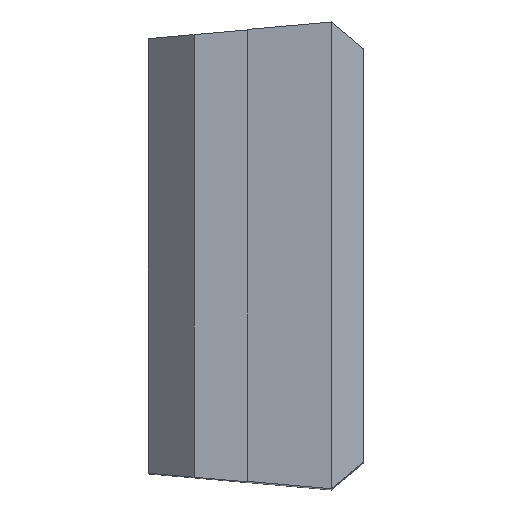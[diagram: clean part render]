
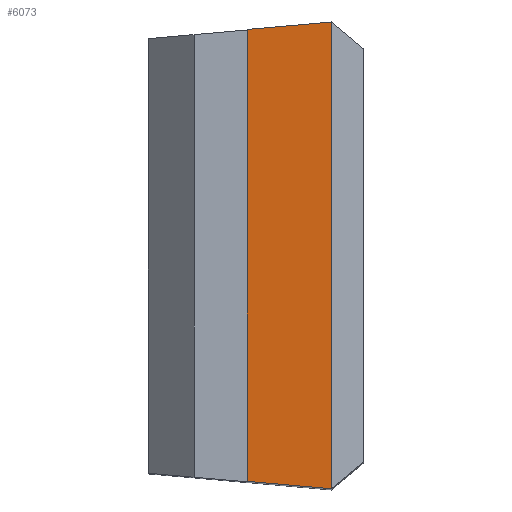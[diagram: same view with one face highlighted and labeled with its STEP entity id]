
A CAD part, top view. The second image highlights one B-rep face of the part: STEP entity #6073.
In plain terms, the highlighted planar face has unit normal (-0.087, 0, 0.996).
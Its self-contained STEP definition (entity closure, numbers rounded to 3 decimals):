
#3 = LINE ( 'NONE', #4272, #575 ) ;
#575 = VECTOR ( 'NONE', #7577, 1000. ) ;
#576 = CARTESIAN_POINT ( 'NONE',  ( 1.653, -5.084, -0.061 ) ) ;
#651 = EDGE_CURVE ( 'NONE', #6762, #10963, #10768, .T. ) ;
#1208 = EDGE_CURVE ( 'NONE', #7564, #6762, #13611, .T. ) ;
#1465 = ORIENTED_EDGE ( 'NONE', *, *, #1208, .T. ) ;
#1532 = DIRECTION ( 'NONE',  ( -0.087, 0., 0.996 ) ) ;
#1649 = CARTESIAN_POINT ( 'NONE',  ( -0.19, 4.923, -0.222 ) ) ;
#2176 = PLANE ( 'NONE',  #12757 ) ;
#4272 = CARTESIAN_POINT ( 'NONE',  ( 0.982, -5.025, -0.12 ) ) ;
#4519 = CARTESIAN_POINT ( 'NONE',  ( -0.19, 5.145, -0.222 ) ) ;
#5110 = ORIENTED_EDGE ( 'NONE', *, *, #11496, .F. ) ;
#5296 = VECTOR ( 'NONE', #9772, 1000. ) ;
#6073 = ADVANCED_FACE ( 'NONE', ( #7699 ), #2176, .T. ) ;
#6762 = VERTEX_POINT ( 'NONE', #7029 ) ;
#7029 = CARTESIAN_POINT ( 'NONE',  ( 1.653, 5.084, -0.061 ) ) ;
#7564 = VERTEX_POINT ( 'NONE', #576 ) ;
#7577 = DIRECTION ( 'NONE',  ( -0.992, 0.087, -0.087 ) ) ;
#7699 = FACE_OUTER_BOUND ( 'NONE', #11577, .T. ) ;
#8341 = CARTESIAN_POINT ( 'NONE',  ( 1.653, 5.145, -0.061 ) ) ;
#8670 = DIRECTION ( 'NONE',  ( -0.992, -0.087, -0.087 ) ) ;
#9035 = CARTESIAN_POINT ( 'NONE',  ( 2.35, 5.145, 0. ) ) ;
#9186 = VECTOR ( 'NONE', #8670, 1000. ) ;
#9772 = DIRECTION ( 'NONE',  ( 0., -1., 0. ) ) ;
#9910 = LINE ( 'NONE', #4519, #5296 ) ;
#10246 = ORIENTED_EDGE ( 'NONE', *, *, #651, .T. ) ;
#10416 = ORIENTED_EDGE ( 'NONE', *, *, #10815, .T. ) ;
#10768 = LINE ( 'NONE', #12815, #9186 ) ;
#10815 = EDGE_CURVE ( 'NONE', #10963, #12038, #9910, .T. ) ;
#10963 = VERTEX_POINT ( 'NONE', #1649 ) ;
#10992 = CARTESIAN_POINT ( 'NONE',  ( -0.19, -4.923, -0.222 ) ) ;
#11496 = EDGE_CURVE ( 'NONE', #7564, #12038, #3, .T. ) ;
#11577 = EDGE_LOOP ( 'NONE', ( #10246, #10416, #5110, #1465 ) ) ;
#12038 = VERTEX_POINT ( 'NONE', #10992 ) ;
#12039 = DIRECTION ( 'NONE',  ( 0.996, 0., 0.087 ) ) ;
#12757 = AXIS2_PLACEMENT_3D ( 'NONE', #9035, #1532, #12039 ) ;
#12815 = CARTESIAN_POINT ( 'NONE',  ( 2.35, 5.145, 0. ) ) ;
#13077 = VECTOR ( 'NONE', #13679, 1000. ) ;
#13611 = LINE ( 'NONE', #8341, #13077 ) ;
#13679 = DIRECTION ( 'NONE',  ( 0., 1., 0. ) ) ;
